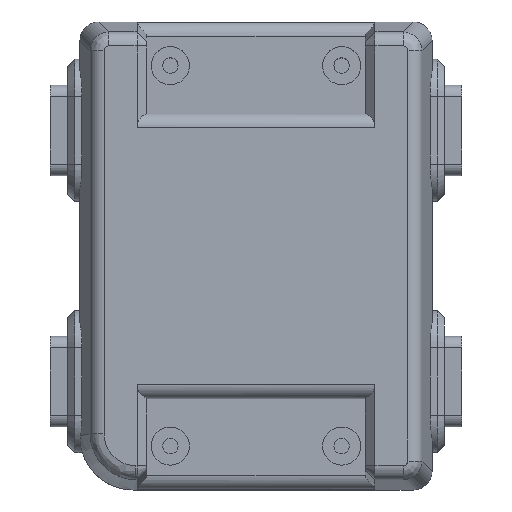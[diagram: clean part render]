
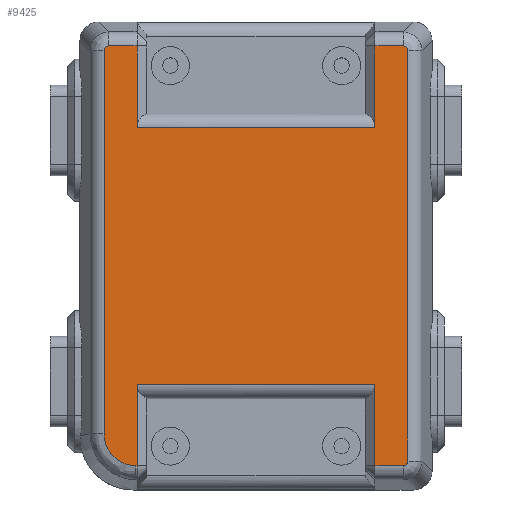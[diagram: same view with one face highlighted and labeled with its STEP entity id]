
A CAD part, top view. The second image highlights one B-rep face of the part: STEP entity #9425.
In plain terms, the highlighted planar face has unit normal (0, 0, 1).
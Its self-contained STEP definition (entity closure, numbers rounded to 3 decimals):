
#86=ELLIPSE('',#10273,0.52,0.5);
#87=ELLIPSE('',#10274,0.52,0.5);
#88=ELLIPSE('',#10275,0.52,0.5);
#149=B_SPLINE_CURVE_WITH_KNOTS('',3,(#15680,#15681,#15682,#15683,#15684),
 .UNSPECIFIED.,.F.,.F.,(4,1,4),(-0.784,-0.112,0.784),
 .UNSPECIFIED.);
#1215=FACE_OUTER_BOUND('',#1766,.T.);
#1766=EDGE_LOOP('',(#7696,#7697,#7698,#7699,#7700,#7701,#7702,#7703,#7704,
#7705,#7706,#7707,#7708,#7709,#7710,#7711));
#2498=LINE('',#15617,#3361);
#2512=LINE('',#15651,#3375);
#2513=LINE('',#15655,#3376);
#2514=LINE('',#15657,#3377);
#2515=LINE('',#15659,#3378);
#2516=LINE('',#15663,#3379);
#2517=LINE('',#15667,#3380);
#2518=LINE('',#15669,#3381);
#2519=LINE('',#15671,#3382);
#2520=LINE('',#15673,#3383);
#2521=LINE('',#15675,#3384);
#2522=LINE('',#15679,#3385);
#3361=VECTOR('',#12370,10.);
#3375=VECTOR('',#12398,10.);
#3376=VECTOR('',#12403,10.);
#3377=VECTOR('',#12404,10.);
#3378=VECTOR('',#12405,10.);
#3379=VECTOR('',#12408,10.);
#3380=VECTOR('',#12411,10.);
#3381=VECTOR('',#12412,10.);
#3382=VECTOR('',#12413,10.);
#3383=VECTOR('',#12414,10.);
#3384=VECTOR('',#12415,10.);
#3385=VECTOR('',#12418,10.);
#4258=VERTEX_POINT('',#15614);
#4259=VERTEX_POINT('',#15616);
#4272=VERTEX_POINT('',#15650);
#4273=VERTEX_POINT('',#15654);
#4274=VERTEX_POINT('',#15656);
#4275=VERTEX_POINT('',#15658);
#4276=VERTEX_POINT('',#15660);
#4277=VERTEX_POINT('',#15662);
#4278=VERTEX_POINT('',#15664);
#4279=VERTEX_POINT('',#15666);
#4280=VERTEX_POINT('',#15668);
#4281=VERTEX_POINT('',#15670);
#4282=VERTEX_POINT('',#15672);
#4283=VERTEX_POINT('',#15674);
#4284=VERTEX_POINT('',#15676);
#4285=VERTEX_POINT('',#15678);
#5453=EDGE_CURVE('',#4258,#4259,#2498,.T.);
#5470=EDGE_CURVE('',#4259,#4272,#2512,.T.);
#5472=EDGE_CURVE('',#4273,#4258,#2513,.T.);
#5473=EDGE_CURVE('',#4274,#4273,#2514,.T.);
#5474=EDGE_CURVE('',#4275,#4274,#2515,.T.);
#5475=EDGE_CURVE('',#4276,#4275,#86,.T.);
#5476=EDGE_CURVE('',#4277,#4276,#2516,.T.);
#5477=EDGE_CURVE('',#4278,#4277,#87,.T.);
#5478=EDGE_CURVE('',#4279,#4278,#2517,.T.);
#5479=EDGE_CURVE('',#4280,#4279,#2518,.T.);
#5480=EDGE_CURVE('',#4281,#4280,#2519,.T.);
#5481=EDGE_CURVE('',#4282,#4281,#2520,.T.);
#5482=EDGE_CURVE('',#4283,#4282,#2521,.T.);
#5483=EDGE_CURVE('',#4284,#4283,#88,.T.);
#5484=EDGE_CURVE('',#4285,#4284,#2522,.T.);
#5485=EDGE_CURVE('',#4272,#4285,#149,.T.);
#7696=ORIENTED_EDGE('',*,*,#5453,.F.);
#7697=ORIENTED_EDGE('',*,*,#5472,.F.);
#7698=ORIENTED_EDGE('',*,*,#5473,.F.);
#7699=ORIENTED_EDGE('',*,*,#5474,.F.);
#7700=ORIENTED_EDGE('',*,*,#5475,.F.);
#7701=ORIENTED_EDGE('',*,*,#5476,.F.);
#7702=ORIENTED_EDGE('',*,*,#5477,.F.);
#7703=ORIENTED_EDGE('',*,*,#5478,.F.);
#7704=ORIENTED_EDGE('',*,*,#5479,.F.);
#7705=ORIENTED_EDGE('',*,*,#5480,.F.);
#7706=ORIENTED_EDGE('',*,*,#5481,.F.);
#7707=ORIENTED_EDGE('',*,*,#5482,.F.);
#7708=ORIENTED_EDGE('',*,*,#5483,.F.);
#7709=ORIENTED_EDGE('',*,*,#5484,.F.);
#7710=ORIENTED_EDGE('',*,*,#5485,.F.);
#7711=ORIENTED_EDGE('',*,*,#5470,.F.);
#9005=PLANE('',#10272);
#9425=ADVANCED_FACE('',(#1215),#9005,.F.);
#10272=AXIS2_PLACEMENT_3D('',#15653,#12401,#12402);
#10273=AXIS2_PLACEMENT_3D('',#15661,#12406,#12407);
#10274=AXIS2_PLACEMENT_3D('',#15665,#12409,#12410);
#10275=AXIS2_PLACEMENT_3D('',#15677,#12416,#12417);
#12370=DIRECTION('',(0.,-1.,0.));
#12398=DIRECTION('',(-1.,0.,0.));
#12401=DIRECTION('center_axis',(0.,0.,-1.));
#12402=DIRECTION('ref_axis',(1.,0.,0.));
#12403=DIRECTION('',(-1.,0.,0.));
#12404=DIRECTION('',(0.,1.,0.));
#12405=DIRECTION('',(-1.,0.,0.));
#12406=DIRECTION('center_axis',(0.,0.,-1.));
#12407=DIRECTION('ref_axis',(0.707,-0.707,0.));
#12408=DIRECTION('',(0.,-1.,0.));
#12409=DIRECTION('center_axis',(0.,0.,-1.));
#12410=DIRECTION('ref_axis',(0.707,0.707,0.));
#12411=DIRECTION('',(1.,0.,0.));
#12412=DIRECTION('',(0.,1.,0.));
#12413=DIRECTION('',(1.,0.,0.));
#12414=DIRECTION('',(0.,-1.,0.));
#12415=DIRECTION('',(1.,0.,0.));
#12416=DIRECTION('center_axis',(0.,0.,-1.));
#12417=DIRECTION('ref_axis',(-0.707,0.707,0.));
#12418=DIRECTION('',(0.,1.,0.));
#15614=CARTESIAN_POINT('',(4.4,9.48,11.7));
#15616=CARTESIAN_POINT('',(4.4,0.93,11.7));
#15617=CARTESIAN_POINT('',(4.4,40.73,11.7));
#15650=CARTESIAN_POINT('',(4.286,0.93,11.7));
#15651=CARTESIAN_POINT('',(6.2,0.93,11.7));
#15653=CARTESIAN_POINT('Origin',(1.95,33.23,11.7));
#15654=CARTESIAN_POINT('',(29.4,9.48,11.7));
#15655=CARTESIAN_POINT('',(15.175,9.48,11.7));
#15656=CARTESIAN_POINT('',(29.4,0.93,11.7));
#15657=CARTESIAN_POINT('',(29.4,35.605,11.7));
#15658=CARTESIAN_POINT('',(32.38,0.93,11.7));
#15659=CARTESIAN_POINT('',(6.2,0.93,11.7));
#15660=CARTESIAN_POINT('',(32.87,1.42,11.7));
#15661=CARTESIAN_POINT('Origin',(32.36,1.44,11.7));
#15662=CARTESIAN_POINT('',(32.87,44.54,11.7));
#15663=CARTESIAN_POINT('',(32.87,23.36,11.7));
#15664=CARTESIAN_POINT('',(32.38,45.03,11.7));
#15665=CARTESIAN_POINT('Origin',(32.36,44.52,11.7));
#15666=CARTESIAN_POINT('',(29.4,45.03,11.7));
#15667=CARTESIAN_POINT('',(12.65,45.03,11.7));
#15668=CARTESIAN_POINT('',(29.4,36.48,11.7));
#15669=CARTESIAN_POINT('',(29.4,35.605,11.7));
#15670=CARTESIAN_POINT('',(4.4,36.48,11.7));
#15671=CARTESIAN_POINT('',(3.675,36.48,11.7));
#15672=CARTESIAN_POINT('',(4.4,45.03,11.7));
#15673=CARTESIAN_POINT('',(4.4,40.73,11.7));
#15674=CARTESIAN_POINT('',(1.42,45.03,11.7));
#15675=CARTESIAN_POINT('',(12.65,45.03,11.7));
#15676=CARTESIAN_POINT('',(0.93,44.54,11.7));
#15677=CARTESIAN_POINT('Origin',(1.44,44.52,11.7));
#15678=CARTESIAN_POINT('',(0.93,4.286,11.7));
#15679=CARTESIAN_POINT('',(0.93,32.85,11.7));
#15680=CARTESIAN_POINT('Ctrl Pts',(4.286,0.93,11.7));
#15681=CARTESIAN_POINT('Ctrl Pts',(3.532,0.93,11.7));
#15682=CARTESIAN_POINT('Ctrl Pts',(1.771,1.541,11.7));
#15683=CARTESIAN_POINT('Ctrl Pts',(0.93,3.281,11.7));
#15684=CARTESIAN_POINT('Ctrl Pts',(0.93,4.286,11.7));
